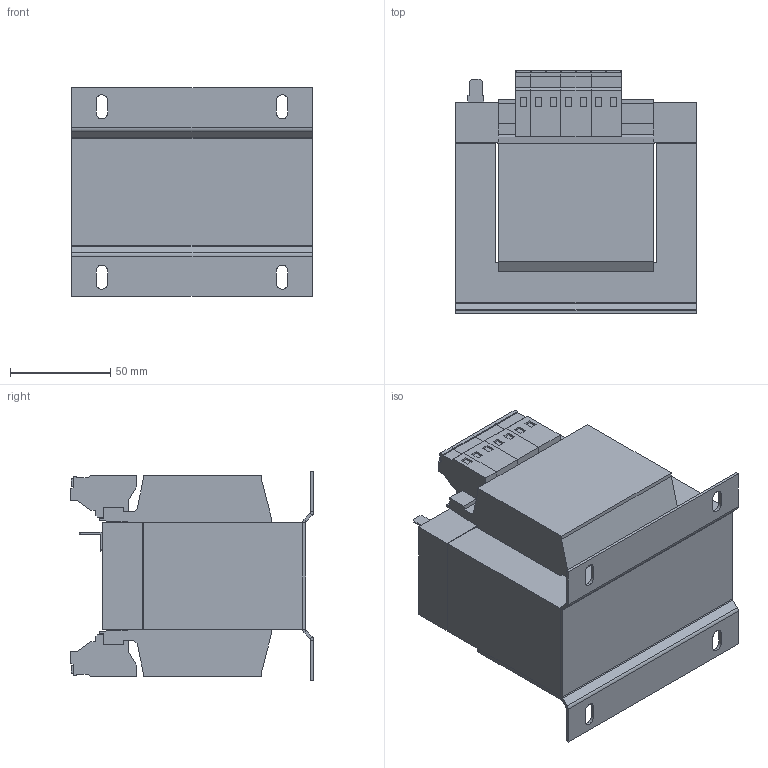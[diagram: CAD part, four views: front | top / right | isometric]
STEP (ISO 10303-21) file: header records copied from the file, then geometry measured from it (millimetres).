
FILE_DESCRIPTION (( 'STEP AP214' ), '1' );
FILE_NAME ('204957.STEP', '2020-05-29T04:55:16', ( '' ), ( '' ), 'SwSTEP 2.0', 'SolidWorks 2018', '' );
FILE_SCHEMA (( 'AUTOMOTIVE_DESIGN' ));
Length unit declared in the file: millimetre
Products named in the file (1): 204957
Bounding box: 120 x 121.3 x 104 mm (x, y, z)
Volume: 938266.6 mm3; surface area: 106971 mm2
Topology: 1 solids, 1 shells, 393 faces, 964 edges, 604 vertices
Faces by surface type: plane 351, cylinder 42
Entity records: 11312 total; most frequent: CARTESIAN_POINT 1962, ORIENTED_EDGE 1928, DIRECTION 1836, EDGE_CURVE 964, LINE 880, VECTOR 880, VERTEX_POINT 604, AXIS2_PLACEMENT_3D 478
